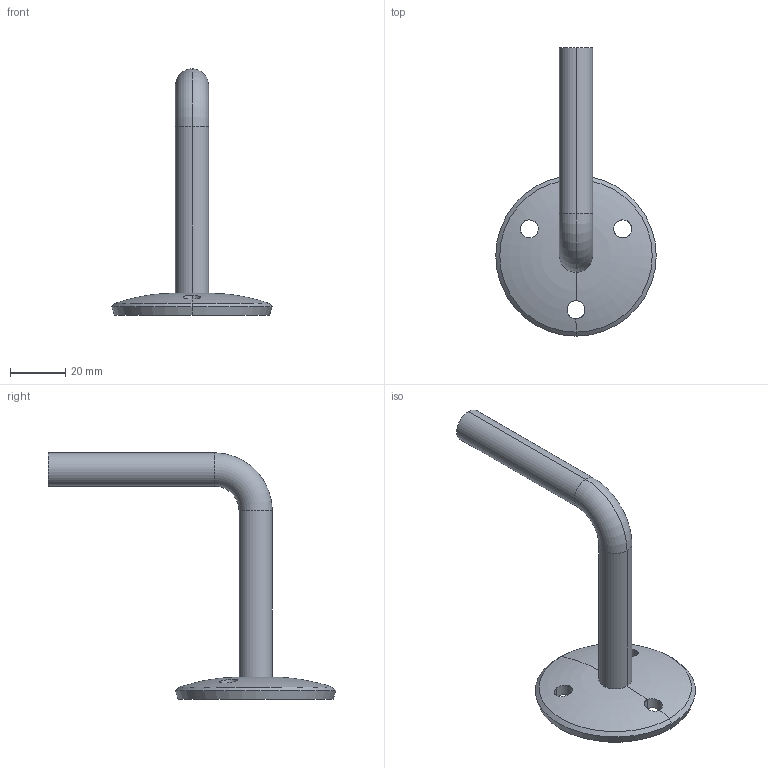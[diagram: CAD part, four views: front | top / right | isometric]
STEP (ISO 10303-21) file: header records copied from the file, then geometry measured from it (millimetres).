
FILE_DESCRIPTION (( 'STEP AP203' ), '1' );
FILE_NAME ('50200-240.STEP', '2020-09-16T12:45:27', ( '' ), ( '' ), 'SwSTEP 2.0', 'SolidWorks 2018', '' );
FILE_SCHEMA (( 'CONFIG_CONTROL_DESIGN' ));
Length unit declared in the file: millimetre
Products named in the file (8): 50200-240 Teil1_50200-240 Teil1; 50200-240; DIN-7991 M3-M10_DIN7991 M6x16; 50200-240 Teil2; DIN-7991 M3-M10; 50200-240 Teil1; 50200-240 Teil2_50200-240 Teil2
Assembly tree (4 placements, depth 2):
  50200-240
    50200-240 Teil1_50200-240 Teil1
    50200-240 Teil2_50200-240 Teil2
    DIN-7991 M3-M10_DIN7991 M6x16
  50200-240 Teil2
  50200-240
    DIN-7991 M3-M10
  50200-240 Teil1
Bounding box: 58 x 104 x 89 mm (x, y, z)
Volume: 25835.8 mm3; surface area: 12343.4 mm2
Topology: 3 solids, 3 shells, 274 faces, 704 edges, 456 vertices
Faces by surface type: plane 105, bspline 104, torus 31, cylinder 18, cone 16
Entity records: 14373 total; most frequent: CARTESIAN_POINT 8035, ORIENTED_EDGE 1398, DIRECTION 711, EDGE_CURVE 699, VERTEX_POINT 454, B_SPLINE_CURVE_WITH_KNOTS 399, EDGE_LOOP 305, FACE_OUTER_BOUND 274
